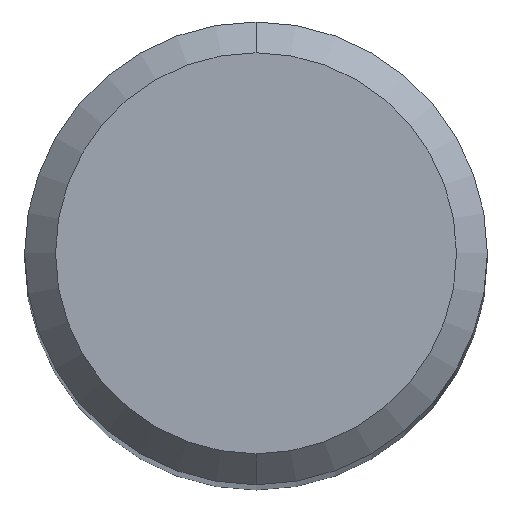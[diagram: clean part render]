
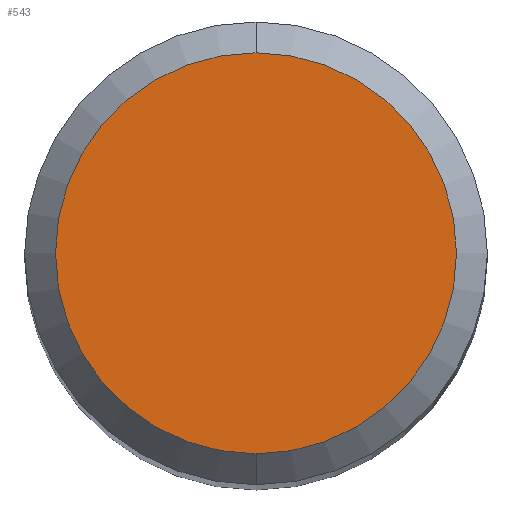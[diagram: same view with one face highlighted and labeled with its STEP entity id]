
A CAD part, top view. The second image highlights one B-rep face of the part: STEP entity #543.
In plain terms, the highlighted planar face has unit normal (0, 0, 1).
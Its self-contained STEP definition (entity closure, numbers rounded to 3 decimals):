
#543=ADVANCED_FACE('',(#1486),#1487,.T.);
#713=VERTEX_POINT('',#1670);
#755=EDGE_CURVE('',#1313,#713,#1715,.T.);
#1021=EDGE_CURVE('',#713,#1313,#2006,.T.);
#1313=VERTEX_POINT('',#2328);
#1486=FACE_OUTER_BOUND('',#2676,.T.);
#1487=PLANE('',#2677);
#1670=CARTESIAN_POINT('',(0.,-2.6,0.0));
#1715=CIRCLE('',#5150,2.6);
#2006=CIRCLE('',#8092,2.6);
#2328=CARTESIAN_POINT('',(0.0,2.6,0.0));
#2676=EDGE_LOOP('',(#13155,#13156));
#2677=AXIS2_PLACEMENT_3D('',#13157,#13158,#13159);
#5150=AXIS2_PLACEMENT_3D('',#13344,#13345,#13346);
#8092=AXIS2_PLACEMENT_3D('',#13638,#13639,#13640);
#13155=ORIENTED_EDGE('',*,*,#755,.F.);
#13156=ORIENTED_EDGE('',*,*,#1021,.F.);
#13157=CARTESIAN_POINT('',(0.0,1.3,0.0));
#13158=DIRECTION('',(-0.0,0.0,1.0));
#13159=DIRECTION('',(0.0,-1.0,0.0));
#13344=CARTESIAN_POINT('',(0.0,0.0,0.0));
#13345=DIRECTION('',(0.0,0.0,-1.0));
#13346=DIRECTION('',(0.0,1.0,0.0));
#13638=CARTESIAN_POINT('',(0.0,0.0,0.0));
#13639=DIRECTION('',(0.0,0.0,-1.0));
#13640=DIRECTION('',(0.0,1.0,0.0));
